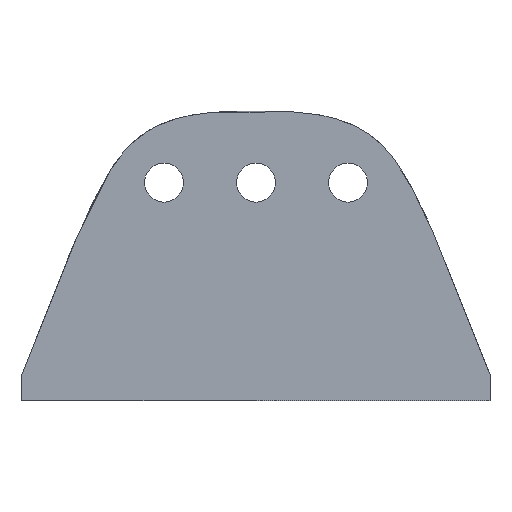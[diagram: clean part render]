
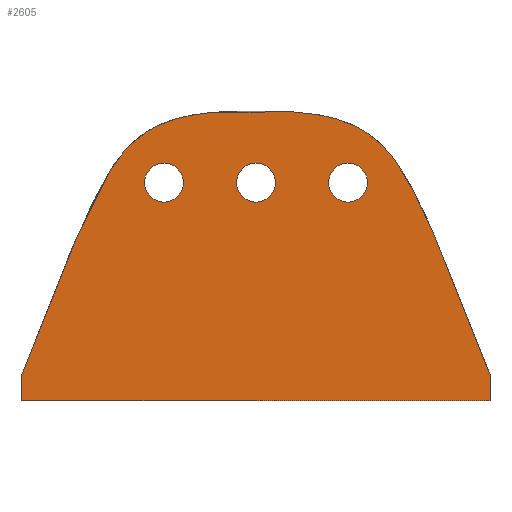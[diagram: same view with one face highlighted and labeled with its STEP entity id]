
A CAD part, front view. The second image highlights one B-rep face of the part: STEP entity #2605.
In plain terms, the highlighted planar face has unit normal (0, -1, 0).
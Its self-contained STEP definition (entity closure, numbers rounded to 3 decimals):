
#604 = VERTEX_POINT('',#605);
#605 = CARTESIAN_POINT('',(-18.,-21.282,0.));
#621 = VERTEX_POINT('',#622);
#622 = CARTESIAN_POINT('',(-18.,-21.282,2.));
#628 = EDGE_CURVE('',#604,#621,#629,.T.);
#629 = LINE('',#630,#631);
#630 = CARTESIAN_POINT('',(-18.,-21.282,0.));
#631 = VECTOR('',#632,1.);
#632 = DIRECTION('',(0.,0.,1.));
#1404 = VERTEX_POINT('',#1405);
#1405 = CARTESIAN_POINT('',(18.,-21.282,0.));
#1411 = EDGE_CURVE('',#1404,#1412,#1414,.T.);
#1412 = VERTEX_POINT('',#1413);
#1413 = CARTESIAN_POINT('',(18.,-21.282,2.));
#1414 = LINE('',#1415,#1416);
#1415 = CARTESIAN_POINT('',(18.,-21.282,0.));
#1416 = VECTOR('',#1417,1.);
#1417 = DIRECTION('',(0.,0.,1.));
#2458 = EDGE_CURVE('',#604,#1404,#2459,.T.);
#2459 = LINE('',#2460,#2461);
#2460 = CARTESIAN_POINT('',(-18.,-21.282,0.));
#2461 = VECTOR('',#2462,1.);
#2462 = DIRECTION('',(1.,0.,0.));
#2605 = ADVANCED_FACE('',(#2606,#2621,#2632,#2643),#2654,.T.);
#2606 = FACE_BOUND('',#2607,.T.);
#2607 = EDGE_LOOP('',(#2608,#2609,#2610,#2611));
#2608 = ORIENTED_EDGE('',*,*,#628,.F.);
#2609 = ORIENTED_EDGE('',*,*,#2458,.T.);
#2610 = ORIENTED_EDGE('',*,*,#1411,.T.);
#2611 = ORIENTED_EDGE('',*,*,#2612,.F.);
#2612 = EDGE_CURVE('',#621,#1412,#2613,.T.);
#2613 = B_SPLINE_CURVE_WITH_KNOTS('',3,(#2614,#2615,#2616,#2617,#2618,
    #2619,#2620),.UNSPECIFIED.,.F.,.F.,(4,1,1,1,4),(0.,0.25,0.5,0.75,1.)
  ,.QUASI_UNIFORM_KNOTS.);
#2614 = CARTESIAN_POINT('',(-18.,-21.282,2.));
#2615 = CARTESIAN_POINT('',(-13.381,-21.282,13.995)
  );
#2616 = CARTESIAN_POINT('',(-10.,-21.282,22.146));
#2617 = CARTESIAN_POINT('',(0.,-21.282,22.383));
#2618 = CARTESIAN_POINT('',(10.,-21.282,22.146));
#2619 = CARTESIAN_POINT('',(13.381,-21.282,13.995));
#2620 = CARTESIAN_POINT('',(18.,-21.282,2.));
#2621 = FACE_BOUND('',#2622,.T.);
#2622 = EDGE_LOOP('',(#2623));
#2623 = ORIENTED_EDGE('',*,*,#2624,.F.);
#2624 = EDGE_CURVE('',#2625,#2625,#2627,.T.);
#2625 = VERTEX_POINT('',#2626);
#2626 = CARTESIAN_POINT('',(8.58,-21.282,16.798));
#2627 = CIRCLE('',#2628,1.5);
#2628 = AXIS2_PLACEMENT_3D('',#2629,#2630,#2631);
#2629 = CARTESIAN_POINT('',(7.08,-21.282,16.798));
#2630 = DIRECTION('',(0.,-1.,0.));
#2631 = DIRECTION('',(1.,0.,0.));
#2632 = FACE_BOUND('',#2633,.T.);
#2633 = EDGE_LOOP('',(#2634));
#2634 = ORIENTED_EDGE('',*,*,#2635,.F.);
#2635 = EDGE_CURVE('',#2636,#2636,#2638,.T.);
#2636 = VERTEX_POINT('',#2637);
#2637 = CARTESIAN_POINT('',(1.5,-21.282,16.798));
#2638 = CIRCLE('',#2639,1.5);
#2639 = AXIS2_PLACEMENT_3D('',#2640,#2641,#2642);
#2640 = CARTESIAN_POINT('',(0.,-21.282,16.798));
#2641 = DIRECTION('',(0.,-1.,0.));
#2642 = DIRECTION('',(1.,0.,0.));
#2643 = FACE_BOUND('',#2644,.T.);
#2644 = EDGE_LOOP('',(#2645));
#2645 = ORIENTED_EDGE('',*,*,#2646,.F.);
#2646 = EDGE_CURVE('',#2647,#2647,#2649,.T.);
#2647 = VERTEX_POINT('',#2648);
#2648 = CARTESIAN_POINT('',(-5.58,-21.282,16.798));
#2649 = CIRCLE('',#2650,1.5);
#2650 = AXIS2_PLACEMENT_3D('',#2651,#2652,#2653);
#2651 = CARTESIAN_POINT('',(-7.08,-21.282,16.798));
#2652 = DIRECTION('',(0.,-1.,0.));
#2653 = DIRECTION('',(1.,0.,0.));
#2654 = PLANE('',#2655);
#2655 = AXIS2_PLACEMENT_3D('',#2656,#2657,#2658);
#2656 = CARTESIAN_POINT('',(0.,-21.282,8.826));
#2657 = DIRECTION('',(0.,-1.,0.));
#2658 = DIRECTION('',(0.,0.,-1.));
